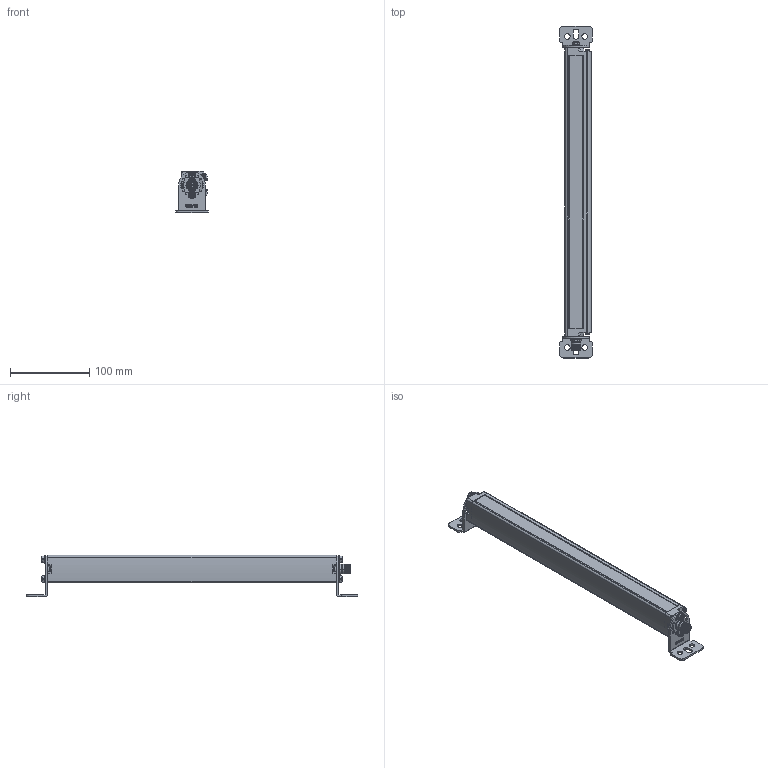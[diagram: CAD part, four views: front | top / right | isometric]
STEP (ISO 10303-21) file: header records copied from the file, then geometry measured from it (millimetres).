
FILE_DESCRIPTION((''),'2;1');
FILE_NAME('139578_SM01_ASM','2023-04-14T08:16:46',('banengservice'),('BANNER ENGINEERING'),'CREO PARAMETRIC BY PTC INC, 2022414','CREO PARAMETRIC BY PTC INC, 2022414','');
FILE_SCHEMA(('CONFIG_CONTROL_DESIGN'));
Products named in the file (4): 139578_EP01; 137998; 58892; 139578_SM01_ASM
Assembly tree (7 placements, depth 2):
  139578_SM01_ASM
    139578_EP01
    137998  x2
    58892  x4
Bounding box: 41.4 x 420 x 52.49 mm (x, y, z)
Volume: 371412.2 mm3; surface area: 109851.4 mm2
Topology: 7 solids, 7 shells, 2136 faces, 6511 edges, 4232 vertices
Faces by surface type: plane 1165, cylinder 709, bspline 172, torus 46, sphere 32, cone 12
Entity records: 95879 total; most frequent: CARTESIAN_POINT 53572, ORIENTED_EDGE 9942, DIRECTION 7483, EDGE_CURVE 4971, VERTEX_POINT 3226, VECTOR 2807, LINE 2807, AXIS2_PLACEMENT_3D 2338
